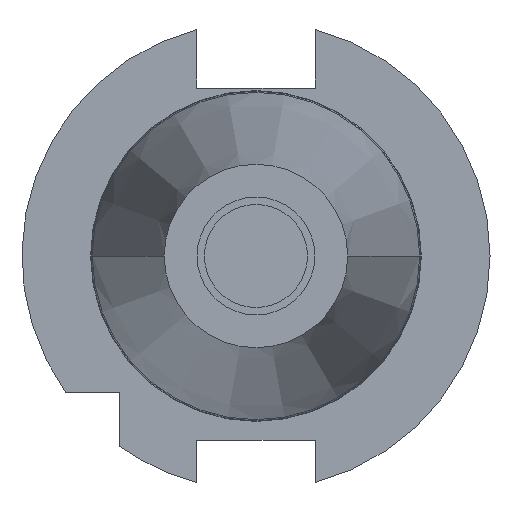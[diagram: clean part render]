
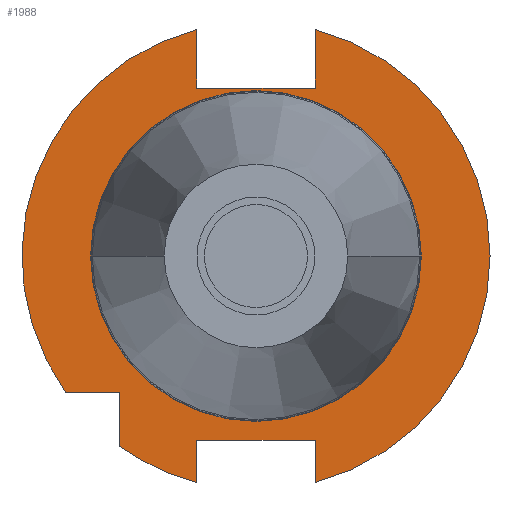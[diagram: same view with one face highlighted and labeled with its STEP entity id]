
A CAD part, left-side view. The second image highlights one B-rep face of the part: STEP entity #1988.
In plain terms, the highlighted planar face has unit normal (-1, 0, 0).
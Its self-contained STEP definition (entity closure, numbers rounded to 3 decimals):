
#769=CARTESIAN_POINT('',(3.2,0.,0.));
#770=DIRECTION('',(-1.,0.,0.));
#771=DIRECTION('',(0.,-0.253,-0.967));
#772=AXIS2_PLACEMENT_3D('',#769,#770,#771);
#814=CARTESIAN_POINT('',(3.2,0.,0.));
#815=DIRECTION('',(-1.,0.,0.));
#816=DIRECTION('',(0.,0.253,0.967));
#817=AXIS2_PLACEMENT_3D('',#814,#815,#816);
#829=CARTESIAN_POINT('',(3.2,0.,0.));
#830=DIRECTION('',(-1.,0.,0.));
#831=DIRECTION('',(0.,0.582,-0.813));
#832=AXIS2_PLACEMENT_3D('',#829,#830,#831);
#852=DIRECTION('',(0.,-1.,0.));
#853=VECTOR('',#852,7.334);
#854=CARTESIAN_POINT('',(3.2,25.834,-18.5));
#855=LINE('',#854,#853);
#859=DIRECTION('',(0.,0.,-1.));
#860=VECTOR('',#859,7.938);
#861=CARTESIAN_POINT('',(3.2,8.05,30.738));
#862=LINE('',#861,#860);
#866=DIRECTION('',(0.,1.,0.));
#867=VECTOR('',#866,16.1);
#868=CARTESIAN_POINT('',(3.2,-8.05,22.8));
#869=LINE('',#868,#867);
#873=DIRECTION('',(0.,0.,-1.));
#874=VECTOR('',#873,7.938);
#875=CARTESIAN_POINT('',(3.2,-8.05,30.738));
#876=LINE('',#875,#874);
#880=DIRECTION('',(0.,0.,1.));
#881=VECTOR('',#880,5.738);
#882=CARTESIAN_POINT('',(3.2,-8.05,-30.738));
#883=LINE('',#882,#881);
#887=DIRECTION('',(0.,1.,0.));
#888=VECTOR('',#887,16.1);
#889=CARTESIAN_POINT('',(3.2,-8.05,-25.));
#890=LINE('',#889,#888);
#894=DIRECTION('',(0.,0.,1.));
#895=VECTOR('',#894,5.738);
#896=CARTESIAN_POINT('',(3.2,8.05,-30.738));
#897=LINE('',#896,#895);
#901=DIRECTION('',(0.,0.,1.));
#902=VECTOR('',#901,7.334);
#903=CARTESIAN_POINT('',(3.2,18.5,-25.834));
#904=LINE('',#903,#902);
#922=CARTESIAN_POINT('',(3.2,0.,0.));
#923=DIRECTION('',(-1.,0.,0.));
#924=DIRECTION('',(0.,1.,0.));
#925=AXIS2_PLACEMENT_3D('',#922,#923,#924);
#930=CARTESIAN_POINT('',(3.2,0.,0.));
#931=DIRECTION('',(1.,0.,0.));
#932=DIRECTION('',(0.,1.,0.));
#933=AXIS2_PLACEMENT_3D('',#930,#931,#932);
#1136=CARTESIAN_POINT('',(3.2,22.334,0.));
#1138=VERTEX_POINT('',#1136);
#1146=CARTESIAN_POINT('',(3.2,-22.334,0.));
#1148=VERTEX_POINT('',#1146);
#1172=CARTESIAN_POINT('',(3.2,8.05,30.738));
#1173=VERTEX_POINT('',#1172);
#1174=CARTESIAN_POINT('',(3.2,-8.05,30.738));
#1175=VERTEX_POINT('',#1174);
#1176=CARTESIAN_POINT('',(3.2,-8.05,22.8));
#1177=CARTESIAN_POINT('',(3.2,8.05,22.8));
#1178=VERTEX_POINT('',#1176);
#1179=VERTEX_POINT('',#1177);
#1210=CARTESIAN_POINT('',(3.2,8.05,-30.738));
#1211=VERTEX_POINT('',#1210);
#1212=CARTESIAN_POINT('',(3.2,-8.05,-30.738));
#1213=VERTEX_POINT('',#1212);
#1214=CARTESIAN_POINT('',(3.2,-8.05,-25.));
#1215=CARTESIAN_POINT('',(3.2,8.05,-25.));
#1216=VERTEX_POINT('',#1214);
#1217=VERTEX_POINT('',#1215);
#1242=CARTESIAN_POINT('',(3.2,25.834,-18.5));
#1243=VERTEX_POINT('',#1242);
#1244=CARTESIAN_POINT('',(3.2,18.5,-25.834));
#1245=VERTEX_POINT('',#1244);
#1246=CARTESIAN_POINT('',(3.2,18.5,-18.5));
#1247=VERTEX_POINT('',#1246);
#1960=CARTESIAN_POINT('',(3.2,0.,0.));
#1961=DIRECTION('',(1.,0.,0.));
#1962=DIRECTION('',(0.,-1.,0.));
#1963=AXIS2_PLACEMENT_3D('',#1960,#1961,#1962);
#1964=PLANE('',#1963);
#1965=ORIENTED_EDGE('',*,*,#1592,.F.);
#1966=ORIENTED_EDGE('',*,*,#1941,.F.);
#1968=ORIENTED_EDGE('',*,*,#1967,.T.);
#1970=ORIENTED_EDGE('',*,*,#1969,.F.);
#1972=ORIENTED_EDGE('',*,*,#1971,.F.);
#1973=ORIENTED_EDGE('',*,*,#1924,.F.);
#1974=ORIENTED_EDGE('',*,*,#1651,.T.);
#1975=ORIENTED_EDGE('',*,*,#1677,.T.);
#1976=ORIENTED_EDGE('',*,*,#1702,.F.);
#1977=ORIENTED_EDGE('',*,*,#1953,.F.);
#1979=ORIENTED_EDGE('',*,*,#1978,.T.);
#1980=EDGE_LOOP('',(#1965,#1966,#1968,#1970,#1972,#1973,#1974,#1975,#1976,#1977,
#1979));
#1981=FACE_OUTER_BOUND('',#1980,.F.);
#1983=ORIENTED_EDGE('',*,*,#1982,.T.);
#1985=ORIENTED_EDGE('',*,*,#1984,.F.);
#1986=EDGE_LOOP('',(#1983,#1985));
#1987=FACE_BOUND('',#1986,.F.);
#773=CIRCLE('',#772,31.775);
#818=CIRCLE('',#817,31.775);
#833=CIRCLE('',#832,31.775);
#926=CIRCLE('',#925,22.334);
#934=CIRCLE('',#933,22.334);
#1592=EDGE_CURVE('',#1243,#1247,#855,.T.);
#1651=EDGE_CURVE('',#1213,#1216,#883,.T.);
#1677=EDGE_CURVE('',#1216,#1217,#890,.T.);
#1702=EDGE_CURVE('',#1211,#1217,#897,.T.);
#1924=EDGE_CURVE('',#1213,#1175,#773,.T.);
#1941=EDGE_CURVE('',#1173,#1243,#818,.T.);
#1953=EDGE_CURVE('',#1245,#1211,#833,.T.);
#1967=EDGE_CURVE('',#1173,#1179,#862,.T.);
#1969=EDGE_CURVE('',#1178,#1179,#869,.T.);
#1971=EDGE_CURVE('',#1175,#1178,#876,.T.);
#1978=EDGE_CURVE('',#1245,#1247,#904,.T.);
#1982=EDGE_CURVE('',#1138,#1148,#926,.T.);
#1984=EDGE_CURVE('',#1138,#1148,#934,.T.);
#1988=ADVANCED_FACE('',(#1981,#1987),#1964,.F.);
